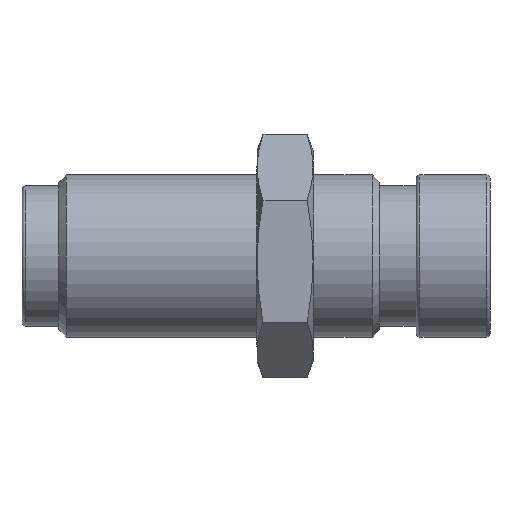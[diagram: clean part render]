
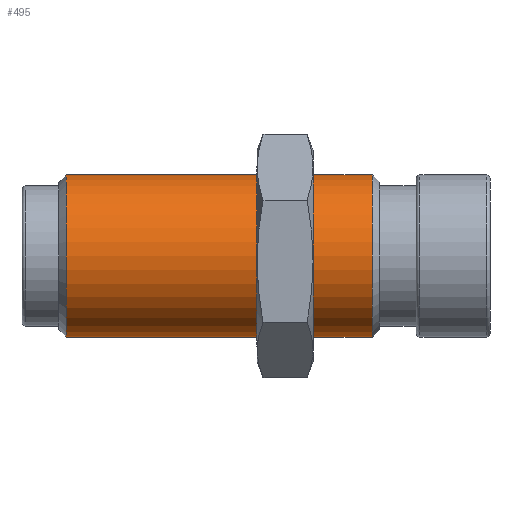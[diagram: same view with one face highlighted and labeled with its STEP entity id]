
A CAD part, front view. The second image highlights one B-rep face of the part: STEP entity #495.
In plain terms, the highlighted cylindrical face has radius 11 mm (diameter 22 mm), a partial arc.
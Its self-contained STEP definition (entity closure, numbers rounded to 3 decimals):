
#129 = DIRECTION ( 'NONE',  ( -1., 0., 0. ) ) ;
#154 = CARTESIAN_POINT ( 'NONE',  ( 0., 0., 11. ) ) ;
#245 = CARTESIAN_POINT ( 'NONE',  ( 47.5, 0., -11. ) ) ;
#249 = CARTESIAN_POINT ( 'NONE',  ( 47.5, 0., 0. ) ) ;
#259 = EDGE_LOOP ( 'NONE', ( #1348, #328, #932, #755 ) ) ;
#300 = DIRECTION ( 'NONE',  ( 0., 0., 1. ) ) ;
#328 = ORIENTED_EDGE ( 'NONE', *, *, #1792, .T. ) ;
#344 = VERTEX_POINT ( 'NONE', #395 ) ;
#395 = CARTESIAN_POINT ( 'NONE',  ( 47.5, 0., 11. ) ) ;
#397 = AXIS2_PLACEMENT_3D ( 'NONE', #603, #129, #874 ) ;
#464 = LINE ( 'NONE', #154, #876 ) ;
#495 = ADVANCED_FACE ( 'NONE', ( #595 ), #1825, .T. ) ;
#535 = CARTESIAN_POINT ( 'NONE',  ( 6., 0., 11. ) ) ;
#595 = FACE_OUTER_BOUND ( 'NONE', #259, .T. ) ;
#603 = CARTESIAN_POINT ( 'NONE',  ( 0., 0., 0. ) ) ;
#628 = DIRECTION ( 'NONE',  ( -1., 0., 0. ) ) ;
#704 = VECTOR ( 'NONE', #1015, 1000. ) ;
#737 = CARTESIAN_POINT ( 'NONE',  ( 6., 0., 0. ) ) ;
#755 = ORIENTED_EDGE ( 'NONE', *, *, #933, .T. ) ;
#874 = DIRECTION ( 'NONE',  ( 0., 0., 1. ) ) ;
#876 = VECTOR ( 'NONE', #1252, 1000. ) ;
#893 = LINE ( 'NONE', #1045, #704 ) ;
#932 = ORIENTED_EDGE ( 'NONE', *, *, #1328, .T. ) ;
#933 = EDGE_CURVE ( 'NONE', #1673, #1466, #1430, .T. ) ;
#1015 = DIRECTION ( 'NONE',  ( -1., 0., 0. ) ) ;
#1018 = DIRECTION ( 'NONE',  ( 1., 0., 0. ) ) ;
#1045 = CARTESIAN_POINT ( 'NONE',  ( 0., 0., -11. ) ) ;
#1200 = DIRECTION ( 'NONE',  ( 0., 0., -1. ) ) ;
#1252 = DIRECTION ( 'NONE',  ( -1., 0., 0. ) ) ;
#1281 = CARTESIAN_POINT ( 'NONE',  ( 6., 0., -11. ) ) ;
#1328 = EDGE_CURVE ( 'NONE', #344, #1673, #464, .T. ) ;
#1348 = ORIENTED_EDGE ( 'NONE', *, *, #1765, .F. ) ;
#1365 = AXIS2_PLACEMENT_3D ( 'NONE', #737, #1018, #1200 ) ;
#1418 = CIRCLE ( 'NONE', #1583, 11. ) ;
#1430 = CIRCLE ( 'NONE', #1365, 11. ) ;
#1466 = VERTEX_POINT ( 'NONE', #1281 ) ;
#1545 = VERTEX_POINT ( 'NONE', #245 ) ;
#1583 = AXIS2_PLACEMENT_3D ( 'NONE', #249, #628, #300 ) ;
#1673 = VERTEX_POINT ( 'NONE', #535 ) ;
#1765 = EDGE_CURVE ( 'NONE', #1545, #1466, #893, .T. ) ;
#1792 = EDGE_CURVE ( 'NONE', #1545, #344, #1418, .T. ) ;
#1825 = CYLINDRICAL_SURFACE ( 'NONE', #397, 11. ) ;
